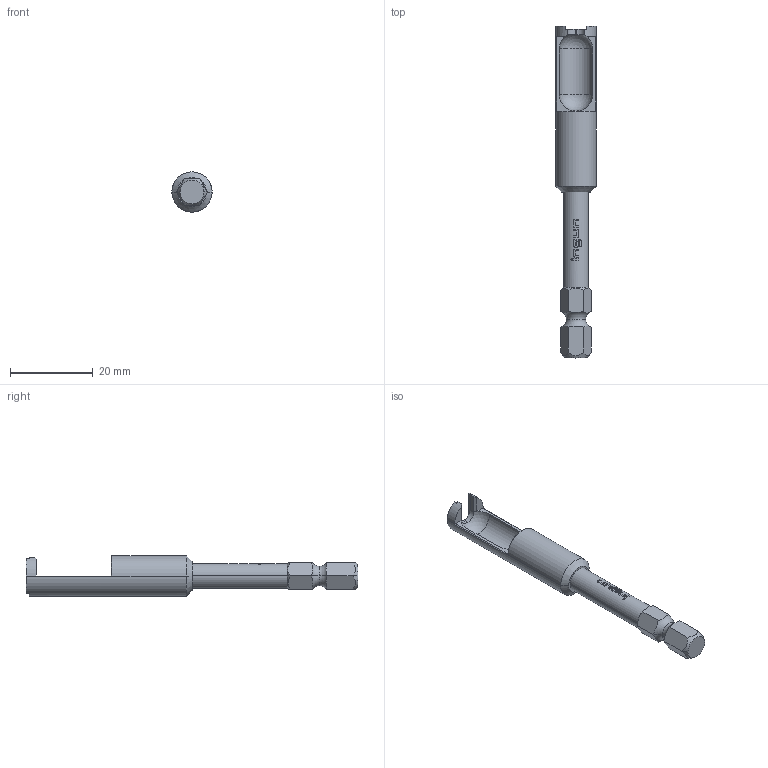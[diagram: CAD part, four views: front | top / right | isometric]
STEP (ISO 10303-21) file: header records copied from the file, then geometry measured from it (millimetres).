
FILE_DESCRIPTION (( 'STEP AP203' ), '1' );
FILE_NAME ('INGUN_BIT-HFS-810_M.STEP', '2023-08-23T07:03:08', ( 'ochi' ), ( '' ), 'SwSTEP 2.0', 'SolidWorks 2021', '' );
FILE_SCHEMA (( 'CONFIG_CONTROL_DESIGN' ));
Length unit declared in the file: millimetre
Products named in the file (1): INGUN_BIT-HFS-810_M
Bounding box: 9.7 x 80 x 9.7 mm (x, y, z)
Volume: 2964.6 mm3; surface area: 2179.1 mm2
Topology: 1 solids, 1 shells, 123 faces, 327 edges, 211 vertices
Faces by surface type: plane 69, bspline 22, cylinder 17, cone 9, torus 4, sphere 2
Entity records: 4368 total; most frequent: CARTESIAN_POINT 1474, ORIENTED_EDGE 646, DIRECTION 497, EDGE_CURVE 323, VERTEX_POINT 209, AXIS2_PLACEMENT_3D 188, EDGE_LOOP 130, FACE_OUTER_BOUND 123
